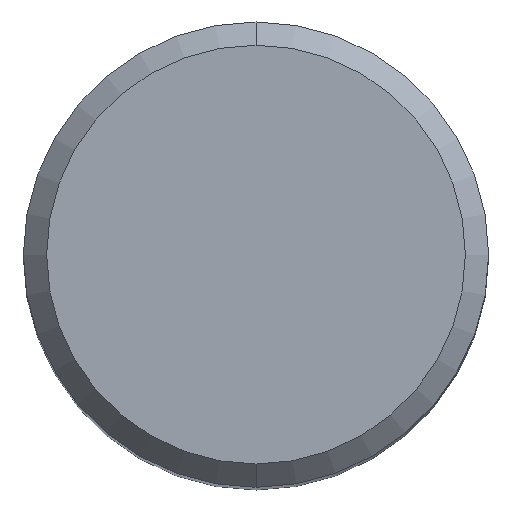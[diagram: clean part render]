
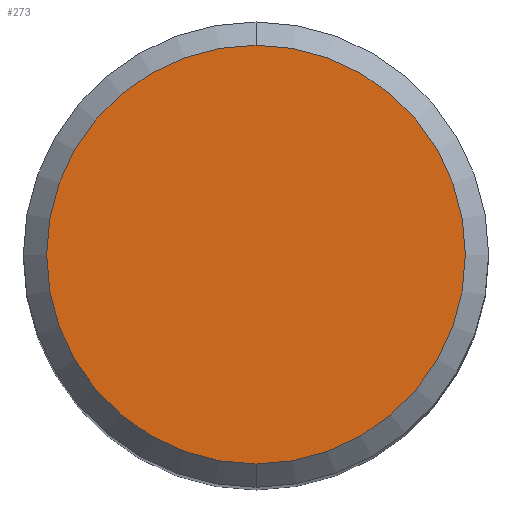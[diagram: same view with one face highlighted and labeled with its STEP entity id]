
A CAD part, top view. The second image highlights one B-rep face of the part: STEP entity #273.
In plain terms, the highlighted planar face has unit normal (0, 0, 1).
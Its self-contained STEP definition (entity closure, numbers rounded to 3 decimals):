
#171=EDGE_CURVE('',#175,#251,#462,.T.);
#175=VERTEX_POINT('',#467);
#245=EDGE_CURVE('',#251,#175,#545,.T.);
#251=VERTEX_POINT('',#553);
#273=ADVANCED_FACE('',(#576),#577,.T.);
#462=CIRCLE('',#774,3.6);
#467=CARTESIAN_POINT('',(0.,-3.6,0.));
#545=CIRCLE('',#969,3.6);
#553=CARTESIAN_POINT('',(0.0,3.6,0.));
#576=FACE_OUTER_BOUND('',#1015,.T.);
#577=PLANE('',#1016);
#774=AXIS2_PLACEMENT_3D('',#1391,#1392,#1393);
#969=AXIS2_PLACEMENT_3D('',#1478,#1479,#1480);
#1015=EDGE_LOOP('',(#1515,#1516));
#1016=AXIS2_PLACEMENT_3D('',#1517,#1518,#1519);
#1391=CARTESIAN_POINT('',(0.0,0.0,0.));
#1392=DIRECTION('',(0.0,0.0,-1.0));
#1393=DIRECTION('',(0.0,1.0,0.0));
#1478=CARTESIAN_POINT('',(0.0,0.0,0.));
#1479=DIRECTION('',(0.0,0.0,-1.0));
#1480=DIRECTION('',(0.0,1.0,0.0));
#1515=ORIENTED_EDGE('',*,*,#245,.F.);
#1516=ORIENTED_EDGE('',*,*,#171,.F.);
#1517=CARTESIAN_POINT('',(0.0,1.8,0.));
#1518=DIRECTION('',(-0.0,0.0,1.0));
#1519=DIRECTION('',(0.0,-1.0,0.0));
